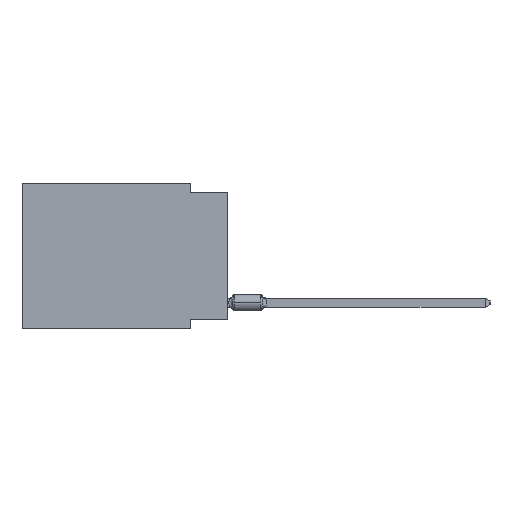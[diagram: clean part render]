
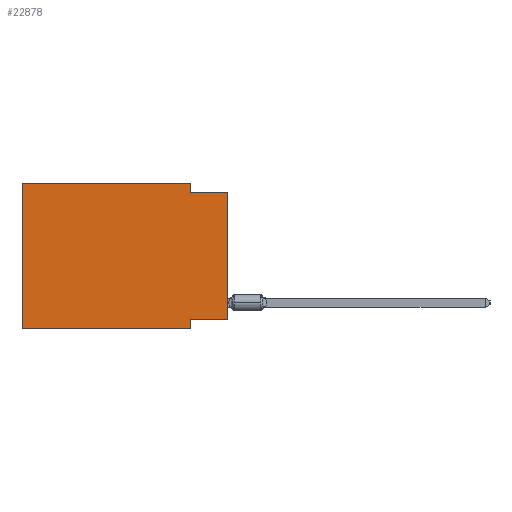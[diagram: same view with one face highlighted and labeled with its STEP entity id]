
A CAD part, left-side view. The second image highlights one B-rep face of the part: STEP entity #22878.
In plain terms, the highlighted planar face has unit normal (-1, 0, 0).
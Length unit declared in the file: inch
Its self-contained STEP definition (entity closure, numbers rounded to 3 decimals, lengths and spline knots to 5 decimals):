
#885 = CARTESIAN_POINT ( 'NONE',  ( 0., 0.1, -0.39 ) ) ;
#1437 = LINE ( 'NONE', #55842, #19805 ) ;
#2084 = CARTESIAN_POINT ( 'NONE',  ( 0., 0., 0. ) ) ;
#3098 = CARTESIAN_POINT ( 'NONE',  ( 0., 0.1, -0.39 ) ) ;
#3130 = ORIENTED_EDGE ( 'NONE', *, *, #67155, .F. ) ;
#3663 = ORIENTED_EDGE ( 'NONE', *, *, #68768, .T. ) ;
#5876 = ORIENTED_EDGE ( 'NONE', *, *, #32427, .F. ) ;
#5894 = ORIENTED_EDGE ( 'NONE', *, *, #30965, .F. ) ;
#7048 = EDGE_CURVE ( 'NONE', #59237, #17677, #13616, .T. ) ;
#7819 = LINE ( 'NONE', #43942, #60008 ) ;
#8204 = DIRECTION ( 'NONE',  ( 0., -1., 0. ) ) ;
#8609 = PLANE ( 'NONE',  #19234 ) ;
#8661 = DIRECTION ( 'NONE',  ( 0., 0., -1. ) ) ;
#8944 = LINE ( 'NONE', #76838, #56240 ) ;
#10894 = EDGE_CURVE ( 'NONE', #27025, #16885, #7819, .T. ) ;
#11578 = DIRECTION ( 'NONE',  ( 0., 1., 0. ) ) ;
#13616 = LINE ( 'NONE', #2084, #31703 ) ;
#14771 = VECTOR ( 'NONE', #11578, 39.37008 ) ;
#16885 = VERTEX_POINT ( 'NONE', #70205 ) ;
#17677 = VERTEX_POINT ( 'NONE', #58006 ) ;
#19234 = AXIS2_PLACEMENT_3D ( 'NONE', #51892, #68965, #69746 ) ;
#19805 = VECTOR ( 'NONE', #25652, 39.37008 ) ;
#22878 = ADVANCED_FACE ( 'NONE', ( #68573 ), #8609, .F. ) ;
#23046 = ORIENTED_EDGE ( 'NONE', *, *, #50935, .F. ) ;
#23868 = LINE ( 'NONE', #71911, #14771 ) ;
#25652 = DIRECTION ( 'NONE',  ( 0., -1., 0. ) ) ;
#26679 = CARTESIAN_POINT ( 'NONE',  ( 0., 0.1, -0.025 ) ) ;
#26877 = LINE ( 'NONE', #57078, #73818 ) ;
#26907 = LINE ( 'NONE', #3098, #67193 ) ;
#27025 = VERTEX_POINT ( 'NONE', #56921 ) ;
#27827 = ORIENTED_EDGE ( 'NONE', *, *, #7048, .T. ) ;
#30166 = ORIENTED_EDGE ( 'NONE', *, *, #10894, .F. ) ;
#30965 = EDGE_CURVE ( 'NONE', #38693, #50224, #26907, .T. ) ;
#31085 = DIRECTION ( 'NONE',  ( 0., 0., 1. ) ) ;
#31703 = VECTOR ( 'NONE', #31085, 39.37008 ) ;
#32427 = EDGE_CURVE ( 'NONE', #55331, #27025, #34275, .T. ) ;
#33642 = DIRECTION ( 'NONE',  ( 0., 0., -1. ) ) ;
#34275 = LINE ( 'NONE', #52150, #58491 ) ;
#38693 = VERTEX_POINT ( 'NONE', #45065 ) ;
#38774 = ORIENTED_EDGE ( 'NONE', *, *, #58696, .F. ) ;
#43942 = CARTESIAN_POINT ( 'NONE',  ( 0., 0.55, 0. ) ) ;
#45065 = CARTESIAN_POINT ( 'NONE',  ( 0., 0.1, -0.365 ) ) ;
#48017 = EDGE_LOOP ( 'NONE', ( #27827, #23046, #3130, #30166, #5876, #3663, #5894, #38774 ) ) ;
#50224 = VERTEX_POINT ( 'NONE', #885 ) ;
#50935 = EDGE_CURVE ( 'NONE', #66238, #17677, #1437, .T. ) ;
#51892 = CARTESIAN_POINT ( 'NONE',  ( 0., 0.55, 0. ) ) ;
#52150 = CARTESIAN_POINT ( 'NONE',  ( 0., 0.55, 0. ) ) ;
#55331 = VERTEX_POINT ( 'NONE', #69566 ) ;
#55842 = CARTESIAN_POINT ( 'NONE',  ( 0., 0., -0.025 ) ) ;
#56240 = VECTOR ( 'NONE', #76052, 39.37008 ) ;
#56921 = CARTESIAN_POINT ( 'NONE',  ( 0., 0.55, 0. ) ) ;
#57078 = CARTESIAN_POINT ( 'NONE',  ( 0., 0.1, 0. ) ) ;
#58006 = CARTESIAN_POINT ( 'NONE',  ( 0., 0., -0.025 ) ) ;
#58491 = VECTOR ( 'NONE', #70004, 39.37008 ) ;
#58696 = EDGE_CURVE ( 'NONE', #59237, #38693, #23868, .T. ) ;
#59237 = VERTEX_POINT ( 'NONE', #68513 ) ;
#60008 = VECTOR ( 'NONE', #8204, 39.37008 ) ;
#66238 = VERTEX_POINT ( 'NONE', #26679 ) ;
#67155 = EDGE_CURVE ( 'NONE', #16885, #66238, #26877, .T. ) ;
#67193 = VECTOR ( 'NONE', #8661, 39.37008 ) ;
#68513 = CARTESIAN_POINT ( 'NONE',  ( 0., 0., -0.365 ) ) ;
#68573 = FACE_OUTER_BOUND ( 'NONE', #48017, .T. ) ;
#68768 = EDGE_CURVE ( 'NONE', #55331, #50224, #8944, .T. ) ;
#68965 = DIRECTION ( 'NONE',  ( 1., 0., 0. ) ) ;
#69566 = CARTESIAN_POINT ( 'NONE',  ( 0., 0.55, -0.39 ) ) ;
#69746 = DIRECTION ( 'NONE',  ( 0., 0., -1. ) ) ;
#70004 = DIRECTION ( 'NONE',  ( 0., 0., 1. ) ) ;
#70205 = CARTESIAN_POINT ( 'NONE',  ( 0., 0.1, 0. ) ) ;
#71911 = CARTESIAN_POINT ( 'NONE',  ( 0., 0., -0.365 ) ) ;
#73818 = VECTOR ( 'NONE', #33642, 39.37008 ) ;
#76052 = DIRECTION ( 'NONE',  ( 0., -1., 0. ) ) ;
#76838 = CARTESIAN_POINT ( 'NONE',  ( 0., 0.55, -0.39 ) ) ;
